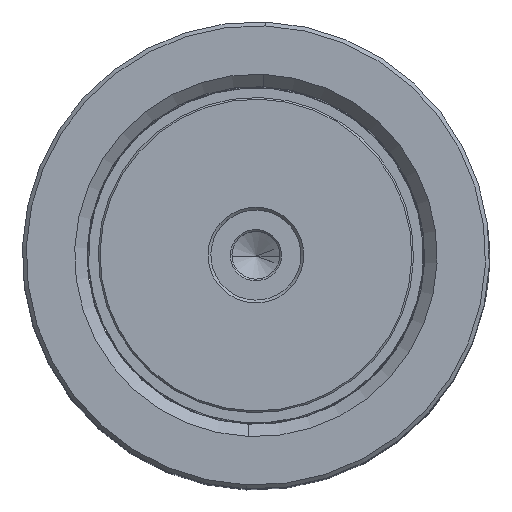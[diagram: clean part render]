
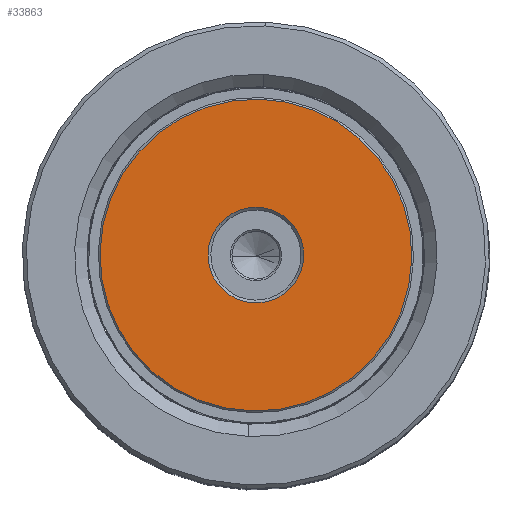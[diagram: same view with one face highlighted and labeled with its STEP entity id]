
A CAD part, top view. The second image highlights one B-rep face of the part: STEP entity #33863.
In plain terms, the highlighted face is planar.
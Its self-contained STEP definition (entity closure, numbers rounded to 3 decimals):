
#2136 = EDGE_CURVE ( 'NONE', #17981, #11990, #47130, .T. ) ;
#2470 = AXIS2_PLACEMENT_3D ( 'NONE', #27167, #22210, #19250 ) ;
#3242 = DIRECTION ( 'NONE',  ( 0., 0., 1. ) ) ;
#4671 = CARTESIAN_POINT ( 'NONE',  ( 0., 0., 0. ) ) ;
#9759 = DIRECTION ( 'NONE',  ( 0., 0., 1. ) ) ;
#10284 = ORIENTED_EDGE ( 'NONE', *, *, #42780, .T. ) ;
#11051 = CARTESIAN_POINT ( 'NONE',  ( -8.5, 0., 0. ) ) ;
#11505 = AXIS2_PLACEMENT_3D ( 'NONE', #4671, #16250, #47790 ) ;
#11990 = VERTEX_POINT ( 'NONE', #34416 ) ;
#12063 = CIRCLE ( 'NONE', #28185, 27.7 ) ;
#13149 = EDGE_CURVE ( 'NONE', #11990, #17981, #12063, .T. ) ;
#13776 = EDGE_CURVE ( 'NONE', #40319, #36778, #27486, .T. ) ;
#16250 = DIRECTION ( 'NONE',  ( 0., 0., -1. ) ) ;
#17533 = PLANE ( 'NONE',  #28797 ) ;
#17780 = EDGE_LOOP ( 'NONE', ( #10284, #31267 ) ) ;
#17981 = VERTEX_POINT ( 'NONE', #45315 ) ;
#19250 = DIRECTION ( 'NONE',  ( 1., 0., 0. ) ) ;
#22210 = DIRECTION ( 'NONE',  ( 0., 0., 1. ) ) ;
#23507 = FACE_BOUND ( 'NONE', #17780, .T. ) ;
#23916 = EDGE_LOOP ( 'NONE', ( #33366, #31048 ) ) ;
#25293 = CARTESIAN_POINT ( 'NONE',  ( 0., 0., 0. ) ) ;
#26318 = CARTESIAN_POINT ( 'NONE',  ( 8.5, 0., 0. ) ) ;
#26572 = FACE_OUTER_BOUND ( 'NONE', #23916, .T. ) ;
#26948 = CIRCLE ( 'NONE', #29101, 8.5 ) ;
#27167 = CARTESIAN_POINT ( 'NONE',  ( 0., 0., 0. ) ) ;
#27486 = CIRCLE ( 'NONE', #2470, 8.5 ) ;
#28185 = AXIS2_PLACEMENT_3D ( 'NONE', #45177, #41027, #40680 ) ;
#28797 = AXIS2_PLACEMENT_3D ( 'NONE', #25293, #9759, #29560 ) ;
#29101 = AXIS2_PLACEMENT_3D ( 'NONE', #34102, #3242, #35724 ) ;
#29560 = DIRECTION ( 'NONE',  ( 1., 0., 0. ) ) ;
#31048 = ORIENTED_EDGE ( 'NONE', *, *, #13149, .T. ) ;
#31267 = ORIENTED_EDGE ( 'NONE', *, *, #13776, .T. ) ;
#33366 = ORIENTED_EDGE ( 'NONE', *, *, #2136, .T. ) ;
#33863 = ADVANCED_FACE ( 'NONE', ( #26572, #23507 ), #17533, .F. ) ;
#34102 = CARTESIAN_POINT ( 'NONE',  ( 0., 0., 0. ) ) ;
#34416 = CARTESIAN_POINT ( 'NONE',  ( -27.7, 0., 0. ) ) ;
#35724 = DIRECTION ( 'NONE',  ( 1., 0., 0. ) ) ;
#36778 = VERTEX_POINT ( 'NONE', #11051 ) ;
#40319 = VERTEX_POINT ( 'NONE', #26318 ) ;
#40680 = DIRECTION ( 'NONE',  ( 1., 0., 0. ) ) ;
#41027 = DIRECTION ( 'NONE',  ( 0., 0., -1. ) ) ;
#42780 = EDGE_CURVE ( 'NONE', #36778, #40319, #26948, .T. ) ;
#45177 = CARTESIAN_POINT ( 'NONE',  ( 0., 0., 0. ) ) ;
#45315 = CARTESIAN_POINT ( 'NONE',  ( 27.7, 0., 0. ) ) ;
#47130 = CIRCLE ( 'NONE', #11505, 27.7 ) ;
#47790 = DIRECTION ( 'NONE',  ( 1., 0., 0. ) ) ;
